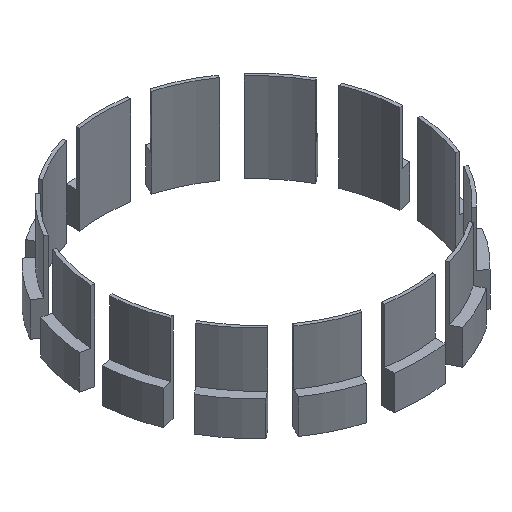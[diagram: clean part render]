
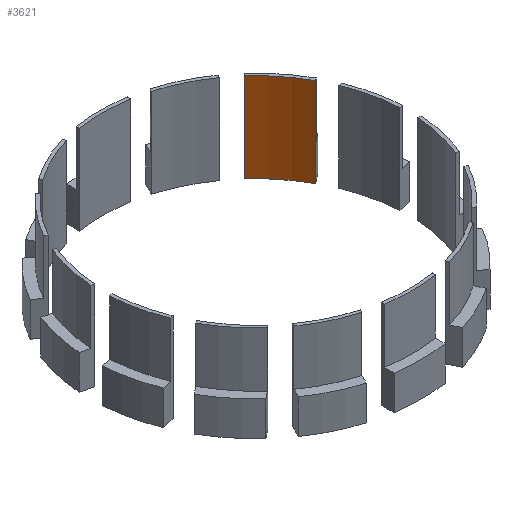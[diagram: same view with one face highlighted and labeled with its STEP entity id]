
A CAD part, isometric view. The second image highlights one B-rep face of the part: STEP entity #3621.
In plain terms, the highlighted cylindrical face has radius 12 mm (diameter 24 mm), a partial arc.
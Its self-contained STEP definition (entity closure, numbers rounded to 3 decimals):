
#3362=CARTESIAN_POINT('',(0.,0.,0.));
#3363=DIRECTION('',(0.,0.,-1.));
#3364=DIRECTION('',(0.667,0.745,0.));
#3365=AXIS2_PLACEMENT_3D('',#3362,#3363,#3364);
#3406=CARTESIAN_POINT('',(0.,0.,7.));
#3407=DIRECTION('',(0.,0.,-1.));
#3408=DIRECTION('',(0.667,0.745,0.));
#3409=AXIS2_PLACEMENT_3D('',#3406,#3407,#3408);
#3419=DIRECTION('',(0.,0.,1.));
#3420=VECTOR('',#3419,7.);
#3421=CARTESIAN_POINT('',(10.498,5.814,0.));
#3422=LINE('',#3421,#3420);
#3427=DIRECTION('',(0.,0.,1.));
#3428=VECTOR('',#3427,7.);
#3429=CARTESIAN_POINT('',(8.004,8.941,0.));
#3430=LINE('',#3429,#3428);
#3435=CARTESIAN_POINT('',(8.004,8.941,0.));
#3436=VERTEX_POINT('',#3435);
#3437=CARTESIAN_POINT('',(10.498,5.814,0.));
#3438=VERTEX_POINT('',#3437);
#3439=CARTESIAN_POINT('',(8.004,8.941,7.));
#3440=CARTESIAN_POINT('',(10.498,5.814,7.));
#3441=VERTEX_POINT('',#3439);
#3442=VERTEX_POINT('',#3440);
#3610=CARTESIAN_POINT('',(0.,0.,0.));
#3611=DIRECTION('',(0.,0.,1.));
#3612=DIRECTION('',(0.623,-0.782,0.));
#3613=AXIS2_PLACEMENT_3D('',#3610,#3611,#3612);
#3614=CYLINDRICAL_SURFACE('',#3613,12.);
#3615=ORIENTED_EDGE('',*,*,#3464,.F.);
#3616=ORIENTED_EDGE('',*,*,#3532,.T.);
#3617=ORIENTED_EDGE('',*,*,#3575,.T.);
#3618=ORIENTED_EDGE('',*,*,#3596,.F.);
#3619=EDGE_LOOP('',(#3615,#3616,#3617,#3618));
#3620=FACE_OUTER_BOUND('',#3619,.F.);
#3366=CIRCLE('',#3365,12.);
#3410=CIRCLE('',#3409,12.);
#3464=EDGE_CURVE('',#3436,#3438,#3366,.T.);
#3532=EDGE_CURVE('',#3436,#3441,#3430,.T.);
#3575=EDGE_CURVE('',#3441,#3442,#3410,.T.);
#3596=EDGE_CURVE('',#3438,#3442,#3422,.T.);
#3621=ADVANCED_FACE('',(#3620),#3614,.F.);
